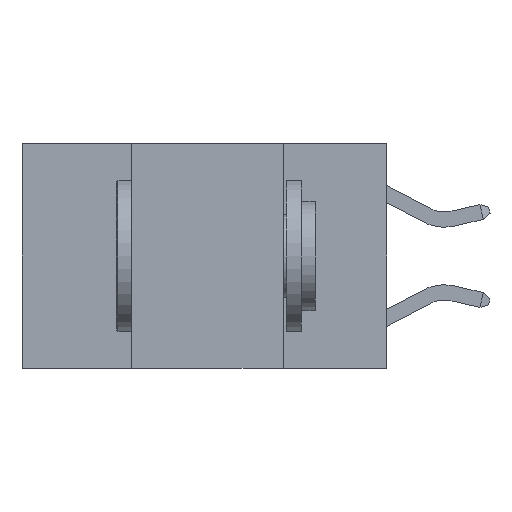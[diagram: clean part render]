
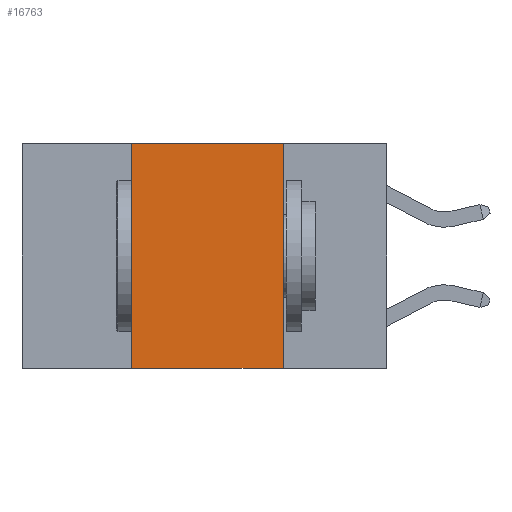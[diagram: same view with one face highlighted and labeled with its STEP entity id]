
A CAD part, left-side view. The second image highlights one B-rep face of the part: STEP entity #16763.
In plain terms, the highlighted planar face has unit normal (-1, 0, 0).
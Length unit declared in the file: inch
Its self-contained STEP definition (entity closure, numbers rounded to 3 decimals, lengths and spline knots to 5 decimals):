
#421 = VECTOR ( 'NONE', #1271, 39.37008 ) ;
#1258 = CARTESIAN_POINT ( 'NONE',  ( 0., 0.42, 0. ) ) ;
#1271 = DIRECTION ( 'NONE',  ( 0., 0., -1. ) ) ;
#3571 = CARTESIAN_POINT ( 'NONE',  ( 0., 0.6, 0. ) ) ;
#4260 = CARTESIAN_POINT ( 'NONE',  ( 0., 0.6, 0. ) ) ;
#4785 = CARTESIAN_POINT ( 'NONE',  ( 0., 0.42, 0. ) ) ;
#5102 = LINE ( 'NONE', #3571, #28176 ) ;
#5126 = VERTEX_POINT ( 'NONE', #9920 ) ;
#5895 = LINE ( 'NONE', #1258, #23745 ) ;
#6475 = ORIENTED_EDGE ( 'NONE', *, *, #19299, .T. ) ;
#6545 = DIRECTION ( 'NONE',  ( 0., 0., -1. ) ) ;
#8096 = LINE ( 'NONE', #21186, #26629 ) ;
#9567 = VERTEX_POINT ( 'NONE', #28284 ) ;
#9920 = CARTESIAN_POINT ( 'NONE',  ( 0., 0.42, -0.37 ) ) ;
#11291 = ORIENTED_EDGE ( 'NONE', *, *, #17265, .F. ) ;
#11313 = CARTESIAN_POINT ( 'NONE',  ( 0., 0.17, -0.37 ) ) ;
#13062 = VERTEX_POINT ( 'NONE', #4785 ) ;
#14796 = CARTESIAN_POINT ( 'NONE',  ( 0., 0.17, 0. ) ) ;
#16221 = ORIENTED_EDGE ( 'NONE', *, *, #27254, .F. ) ;
#16763 = ADVANCED_FACE ( 'NONE', ( #24313 ), #17762, .F. ) ;
#16900 = ORIENTED_EDGE ( 'NONE', *, *, #20814, .F. ) ;
#17265 = EDGE_CURVE ( 'NONE', #9567, #24076, #23575, .T. ) ;
#17762 = PLANE ( 'NONE',  #17971 ) ;
#17971 = AXIS2_PLACEMENT_3D ( 'NONE', #4260, #20003, #6545 ) ;
#19049 = EDGE_LOOP ( 'NONE', ( #11291, #16221, #16900, #6475 ) ) ;
#19299 = EDGE_CURVE ( 'NONE', #5126, #24076, #8096, .T. ) ;
#20003 = DIRECTION ( 'NONE',  ( 1., 0., 0. ) ) ;
#20814 = EDGE_CURVE ( 'NONE', #5126, #13062, #5895, .T. ) ;
#21186 = CARTESIAN_POINT ( 'NONE',  ( 0., 0.6, -0.37 ) ) ;
#23575 = LINE ( 'NONE', #14796, #421 ) ;
#23745 = VECTOR ( 'NONE', #25951, 39.37008 ) ;
#24076 = VERTEX_POINT ( 'NONE', #11313 ) ;
#24313 = FACE_OUTER_BOUND ( 'NONE', #19049, .T. ) ;
#25951 = DIRECTION ( 'NONE',  ( 0., 0., 1. ) ) ;
#26629 = VECTOR ( 'NONE', #27770, 39.37008 ) ;
#27254 = EDGE_CURVE ( 'NONE', #13062, #9567, #5102, .T. ) ;
#27770 = DIRECTION ( 'NONE',  ( 0., -1., 0. ) ) ;
#28176 = VECTOR ( 'NONE', #28226, 39.37008 ) ;
#28226 = DIRECTION ( 'NONE',  ( 0., -1., 0. ) ) ;
#28284 = CARTESIAN_POINT ( 'NONE',  ( 0., 0.17, 0. ) ) ;
